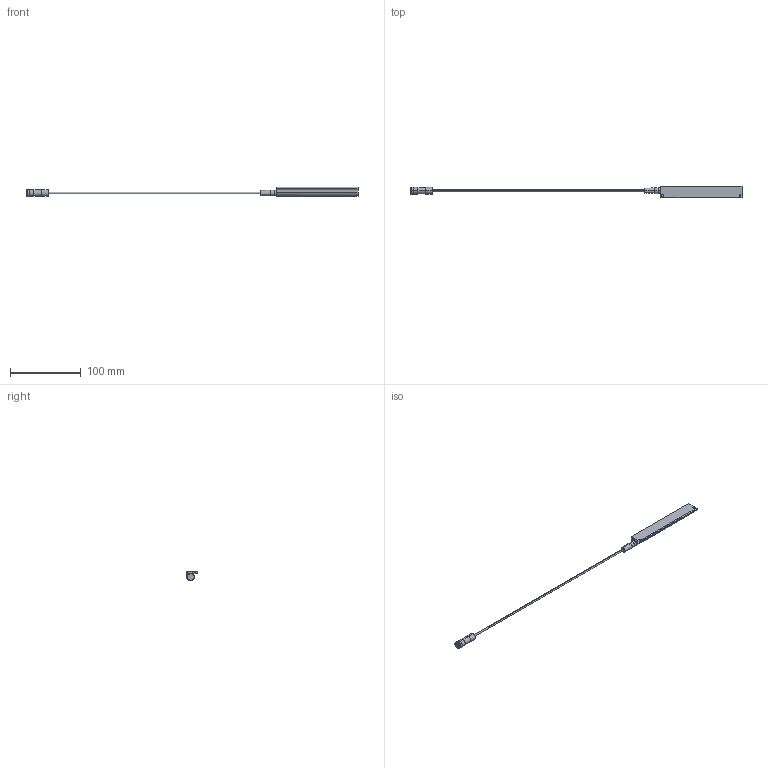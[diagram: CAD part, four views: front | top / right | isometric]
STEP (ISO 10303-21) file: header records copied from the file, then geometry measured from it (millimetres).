
FILE_DESCRIPTION (( 'STEP AP203' ), '1' );
FILE_NAME ('D-MP100B.STEP', '2018-11-15T20:14:59', ( 'oem' ), ( '' ), 'SwSTEP 2.0', 'SolidWorks 2018', '' );
FILE_SCHEMA (( 'CONFIG_CONTROL_DESIGN' ));
Length unit declared in the file: millimetre
Products named in the file (1): D-MP100B
Bounding box: 468.7 x 16.8 x 13 mm (x, y, z)
Volume: 20309.3 mm3; surface area: 10517.9 mm2
Topology: 1 solids, 1 shells, 81 faces, 203 edges, 131 vertices
Faces by surface type: cylinder 42, plane 31, cone 4, torus 4
Entity records: 2594 total; most frequent: CARTESIAN_POINT 530, DIRECTION 435, ORIENTED_EDGE 406, EDGE_CURVE 203, AXIS2_PLACEMENT_3D 168, VERTEX_POINT 131, VECTOR 99, LINE 99
